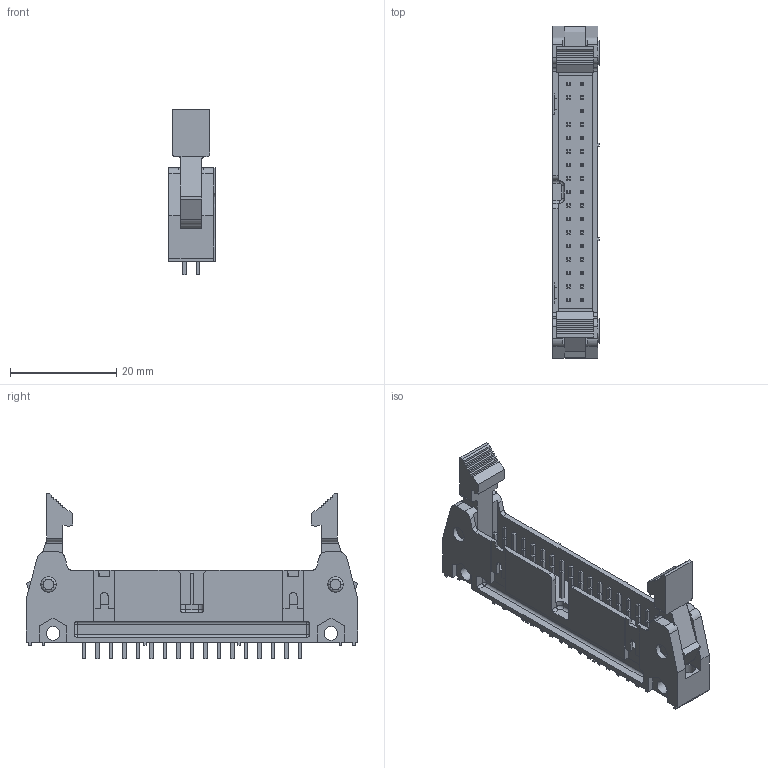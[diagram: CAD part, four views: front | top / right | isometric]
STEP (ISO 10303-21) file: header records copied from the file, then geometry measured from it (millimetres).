
FILE_DESCRIPTION(('FreeCAD Model'),'2;1');
FILE_NAME('Open CASCADE Shape Model','2024-04-16T14:49:23',(''),(''), 'Open CASCADE STEP processor 7.6','FreeCAD','Unknown');
FILE_SCHEMA(('AUTOMOTIVE_DESIGN { 1 0 10303 214 1 1 1 1 }'));
Length unit declared in the file: millimetre
Products named in the file (6): 86130342114345E1LF_fdd_cut; pins_cut; pin_cut; levers; lever; body
Assembly tree (38 placements, depth 3):
  86130342114345E1LF_fdd_cut
    pins_cut
      pin_cut  x33
    levers
      lever  x2
    body
Bounding box: 8.75 x 62.48 x 31.1 mm (x, y, z)
Volume: 5385.7 mm3; surface area: 6966.4 mm2
Topology: 36 solids, 36 shells, 625 faces, 1535 edges, 974 vertices
Faces by surface type: plane 554, cylinder 57, torus 8, sphere 4, revolution 2
Full cylindrical faces by diameter (mm): 2.6 x4, 3 x8
Entity records: 19285 total; most frequent: CARTESIAN_POINT 3737, DIRECTION 2936, LINE 1985, VECTOR 1985, ORIENTED_EDGE 1522, PCURVE 1522, DEFINITIONAL_REPRESENTATION 1522, EDGE_CURVE 761
